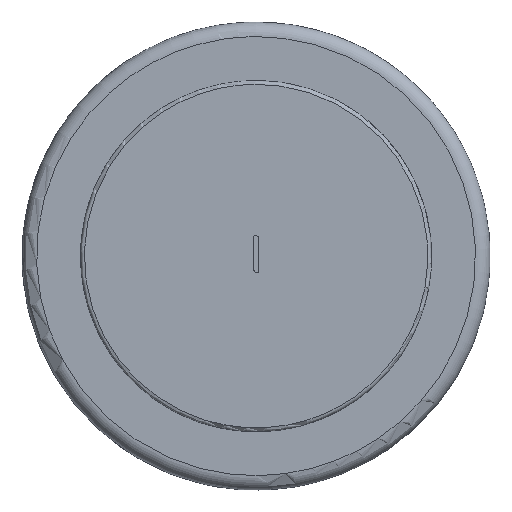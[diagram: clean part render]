
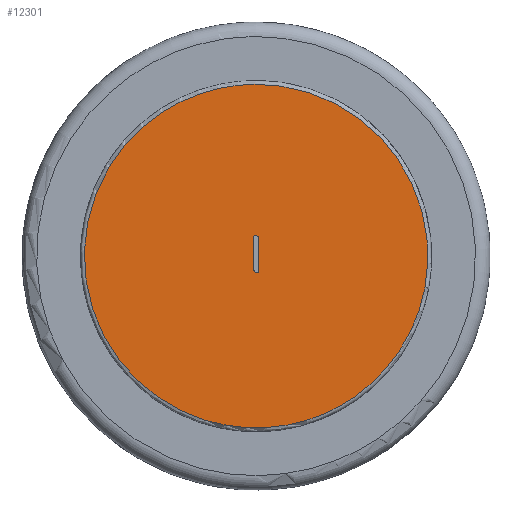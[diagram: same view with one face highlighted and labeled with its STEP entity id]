
A CAD part, left-side view. The second image highlights one B-rep face of the part: STEP entity #12301.
In plain terms, the highlighted planar face has unit normal (-1, 0, 0).
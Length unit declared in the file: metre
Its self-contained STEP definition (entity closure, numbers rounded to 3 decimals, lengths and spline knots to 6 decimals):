
#12301=ADVANCED_FACE('',(#12307,#12358),#12302,.F.);
#12302=PLANE('',#12303);
#12303=AXIS2_PLACEMENT_3D('',#12304,#12305,#12306);
#12304=CARTESIAN_POINT('',(-0.0032,0.0,0.006));
#12305=DIRECTION('',(1.0,0.0,0.0));
#12306=DIRECTION('',(0.0,0.0,-1.0));
#12307=FACE_BOUND('',#12308,.T.);
#12308=EDGE_LOOP('',(#12309,#12320,#12328,#12335,#12344,#12351));
#12309=ORIENTED_EDGE('',*,*,#12310,.T.);
#12310=EDGE_CURVE('',#12311,#12313,#12315,.T.);
#12311=VERTEX_POINT('',#12312);
#12312=CARTESIAN_POINT('',(-0.0032,0.000084,
  -0.000437));
#12313=VERTEX_POINT('',#12314);
#12314=CARTESIAN_POINT('',(-0.0032,0.000084,
  0.000635));
#12315=LINE('',#12316,#12317);
#12316=CARTESIAN_POINT('',(-0.0032,0.000084,
  -0.000437));
#12317=VECTOR('',#12318,1.0);
#12318=DIRECTION('',(0.0,0.,1.0));
#12319=CARTESIAN_POINT('',(-0.0032,0.000084,
  0.000635));
#12320=ORIENTED_EDGE('',*,*,#12321,.F.);
#12321=EDGE_CURVE('',#12322,#12313,#12324,.F.);
#12322=VERTEX_POINT('',#12323);
#12323=CARTESIAN_POINT('',(-0.0032,-0.000006,
  0.000694));
#12324=B_SPLINE_CURVE_WITH_KNOTS('',2,(#12319,#12325,#12326),
  .UNSPECIFIED.,.F.,.U.,(3,3),(0.0,1.0),.UNSPECIFIED.);
#12325=CARTESIAN_POINT('',(-0.0032,0.000084,
  0.000724));
#12326=CARTESIAN_POINT('',(-0.0032,-0.000006,
  0.000694));
#12327=CARTESIAN_POINT('',(-0.0032,-0.000006,
  0.000694));
#12328=ORIENTED_EDGE('',*,*,#12329,.T.);
#12329=EDGE_CURVE('',#12322,#12330,#12332,.T.);
#12330=VERTEX_POINT('',#12331);
#12331=CARTESIAN_POINT('',(-0.0032,-0.000096,
  0.000574));
#12332=B_SPLINE_CURVE_WITH_KNOTS('',2,(#12327,#12333,#12334),
  .UNSPECIFIED.,.F.,.U.,(3,3),(0.0,1.0),.UNSPECIFIED.);
#12333=CARTESIAN_POINT('',(-0.0032,-0.000096,
  0.000663));
#12334=CARTESIAN_POINT('',(-0.0032,-0.000096,
  0.000574));
#12335=ORIENTED_EDGE('',*,*,#12336,.T.);
#12336=EDGE_CURVE('',#12330,#12337,#12339,.T.);
#12337=VERTEX_POINT('',#12338);
#12338=CARTESIAN_POINT('',(-0.0032,-0.000096,
  -0.000498));
#12339=LINE('',#12340,#12341);
#12340=CARTESIAN_POINT('',(-0.0032,-0.000096,
  0.000574));
#12341=VECTOR('',#12342,1.0);
#12342=DIRECTION('',(0.0,0.,-1.0));
#12343=CARTESIAN_POINT('',(-0.0032,-0.000096,
  -0.000498));
#12344=ORIENTED_EDGE('',*,*,#12345,.T.);
#12345=EDGE_CURVE('',#12337,#12346,#12348,.T.);
#12346=VERTEX_POINT('',#12347);
#12347=CARTESIAN_POINT('',(-0.0032,-0.000006,
  -0.000557));
#12348=B_SPLINE_CURVE_WITH_KNOTS('',2,(#12343,#12349,#12350),
  .UNSPECIFIED.,.F.,.U.,(3,3),(0.0,1.0),.UNSPECIFIED.);
#12349=CARTESIAN_POINT('',(-0.0032,-0.000096,
  -0.000587));
#12350=CARTESIAN_POINT('',(-0.0032,-0.000006,
  -0.000557));
#12351=ORIENTED_EDGE('',*,*,#12353,.T.);
#12352=CARTESIAN_POINT('',(-0.0032,-0.000006,
  -0.000557));
#12353=EDGE_CURVE('',#12346,#12311,#12354,.T.);
#12354=B_SPLINE_CURVE_WITH_KNOTS('',2,(#12352,#12355,#12356),
  .UNSPECIFIED.,.F.,.U.,(3,3),(0.0,1.0),.UNSPECIFIED.);
#12355=CARTESIAN_POINT('',(-0.0032,0.000084,
  -0.000526));
#12356=CARTESIAN_POINT('',(-0.0032,0.000084,
  -0.000437));
#12357=CARTESIAN_POINT('',(-0.0032,0.0,0.00587));
#12358=FACE_OUTER_BOUND('',#12359,.T.);
#12359=EDGE_LOOP('',(#12360));
#12360=ORIENTED_EDGE('',*,*,#12361,.T.);
#12361=EDGE_CURVE('',#12362,#12362,#12364,.F.);
#12362=VERTEX_POINT('',#12363);
#12363=CARTESIAN_POINT('',(-0.0032,0.0,0.00587));
#12364=(B_SPLINE_CURVE(3,(#12357,#12365,#12366,#12367,#12368,#12369,#12370),
  .UNSPECIFIED.,.T.,.U.)B_SPLINE_CURVE_WITH_KNOTS((4,3,4),(0.0,0.5,1.0),
  .UNSPECIFIED.)BOUNDED_CURVE()CURVE()GEOMETRIC_REPRESENTATION_ITEM()RATIONAL_B_SPLINE_CURVE(
  (1.0,0.333,0.333,1.0,0.333,
  0.333,1.0))REPRESENTATION_ITEM(''));
#12365=CARTESIAN_POINT('',(-0.0032,-0.01174,0.00587));
#12366=CARTESIAN_POINT('',(-0.0032,-0.01174,-0.00587));
#12367=CARTESIAN_POINT('',(-0.0032,0.0,-0.00587));
#12368=CARTESIAN_POINT('',(-0.0032,0.01174,-0.00587));
#12369=CARTESIAN_POINT('',(-0.0032,0.01174,0.00587));
#12370=CARTESIAN_POINT('',(-0.0032,0.0,0.00587));
